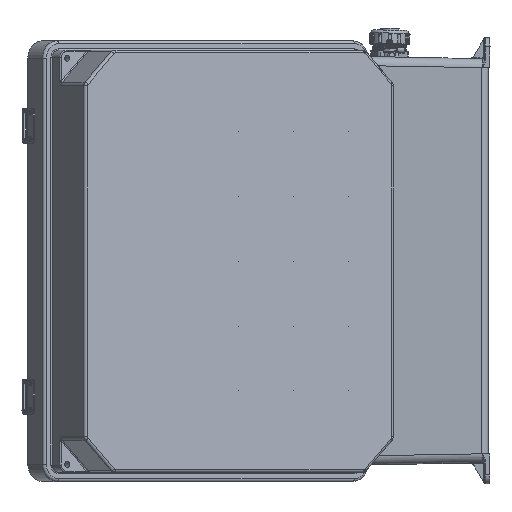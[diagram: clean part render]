
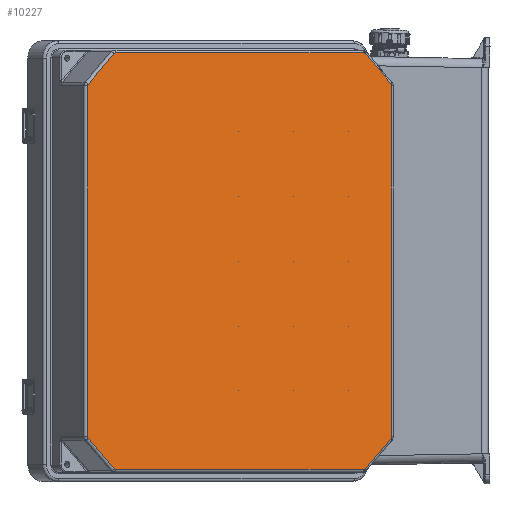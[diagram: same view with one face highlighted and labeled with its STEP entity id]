
A CAD part, left-side view. The second image highlights one B-rep face of the part: STEP entity #10227.
In plain terms, the highlighted face is planar.
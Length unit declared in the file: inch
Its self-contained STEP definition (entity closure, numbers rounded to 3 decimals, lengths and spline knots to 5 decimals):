
#218 = DIRECTION ( 'NONE',  ( 0., 1., 0. ) ) ;
#825 = DIRECTION ( 'NONE',  ( 0., -1., 0. ) ) ;
#1984 = EDGE_CURVE ( 'NONE', #68005, #85331, #34122, .T. ) ;
#3393 = VERTEX_POINT ( 'NONE', #48352 ) ;
#4296 = VECTOR ( 'NONE', #55085, 39.37008 ) ;
#4738 = LINE ( 'NONE', #77468, #4296 ) ;
#4812 = DIRECTION ( 'NONE',  ( 0., 0., -1. ) ) ;
#4914 = CIRCLE ( 'NONE', #7841, 0.07874 ) ;
#5163 = CARTESIAN_POINT ( 'NONE',  ( 5.09763, 3.24803, -0.42126 ) ) ;
#5201 = CARTESIAN_POINT ( 'NONE',  ( 6.23622, 3.24803, -13.75511 ) ) ;
#6173 = VECTOR ( 'NONE', #9203, 39.37008 ) ;
#7195 = DIRECTION ( 'NONE',  ( 0., 0., -1. ) ) ;
#7750 = CIRCLE ( 'NONE', #57601, 0.07874 ) ;
#7841 = AXIS2_PLACEMENT_3D ( 'NONE', #44444, #218, #51896 ) ;
#7860 = ORIENTED_EDGE ( 'NONE', *, *, #79353, .T. ) ;
#8613 = CARTESIAN_POINT ( 'NONE',  ( 5.09763, 3.24803, -14.81496 ) ) ;
#8787 = ORIENTED_EDGE ( 'NONE', *, *, #51275, .T. ) ;
#8882 = CARTESIAN_POINT ( 'NONE',  ( 5.09763, 3.24803, -14.8937 ) ) ;
#9203 = DIRECTION ( 'NONE',  ( -0.707, 0., -0.707 ) ) ;
#9697 = VERTEX_POINT ( 'NONE', #55703 ) ;
#10227 = ADVANCED_FACE ( 'NONE', ( #35721 ), #70861, .T. ) ;
#11791 = AXIS2_PLACEMENT_3D ( 'NONE', #61265, #61190, #60860 ) ;
#11989 = EDGE_CURVE ( 'NONE', #26164, #85902, #83125, .T. ) ;
#12353 = VERTEX_POINT ( 'NONE', #5201 ) ;
#15220 = VERTEX_POINT ( 'NONE', #38287 ) ;
#15517 = DIRECTION ( 'NONE',  ( 0., 0., -1. ) ) ;
#17518 = CIRCLE ( 'NONE', #74866, 0.07874 ) ;
#19545 = CARTESIAN_POINT ( 'NONE',  ( -5.1533, 3.24803, -0.44432 ) ) ;
#19900 = VERTEX_POINT ( 'NONE', #59842 ) ;
#20209 = EDGE_CURVE ( 'NONE', #22033, #12353, #70291, .T. ) ;
#22033 = VERTEX_POINT ( 'NONE', #38173 ) ;
#22109 = CARTESIAN_POINT ( 'NONE',  ( 5.1533, 3.24803, -14.87064 ) ) ;
#22868 = ORIENTED_EDGE ( 'NONE', *, *, #72228, .T. ) ;
#23476 = CIRCLE ( 'NONE', #49894, 0.07874 ) ;
#23885 = EDGE_CURVE ( 'NONE', #24989, #85902, #79514, .T. ) ;
#24989 = VERTEX_POINT ( 'NONE', #41754 ) ;
#25099 = EDGE_LOOP ( 'NONE', ( #31472, #7860, #30133, #49463, #83408, #44460, #75396, #8787, #38553, #45393, #49861, #76878, #53564, #76754, #48014, #22868 ) ) ;
#25838 = DIRECTION ( 'NONE',  ( -0.707, 0., 0.707 ) ) ;
#26116 = VECTOR ( 'NONE', #25838, 39.37008 ) ;
#26164 = VERTEX_POINT ( 'NONE', #49961 ) ;
#26289 = DIRECTION ( 'NONE',  ( 0., 0., -1. ) ) ;
#26391 = LINE ( 'NONE', #62651, #26116 ) ;
#26405 = LINE ( 'NONE', #41756, #63345 ) ;
#26569 = DIRECTION ( 'NONE',  ( 0., 1., 0. ) ) ;
#28584 = CARTESIAN_POINT ( 'NONE',  ( 6.23622, 3.24803, -1.55985 ) ) ;
#28809 = DIRECTION ( 'NONE',  ( 1., 0., 0. ) ) ;
#30133 = ORIENTED_EDGE ( 'NONE', *, *, #20209, .F. ) ;
#30403 = EDGE_CURVE ( 'NONE', #9697, #24989, #23476, .T. ) ;
#30466 = EDGE_CURVE ( 'NONE', #49932, #3393, #17518, .T. ) ;
#30682 = VECTOR ( 'NONE', #28809, 39.37008 ) ;
#31144 = AXIS2_PLACEMENT_3D ( 'NONE', #95817, #51407, #7195 ) ;
#31472 = ORIENTED_EDGE ( 'NONE', *, *, #95769, .T. ) ;
#32257 = EDGE_CURVE ( 'NONE', #93921, #53111, #69187, .T. ) ;
#33620 = CARTESIAN_POINT ( 'NONE',  ( 0., 3.24803, -0.32283 ) ) ;
#34122 = CIRCLE ( 'NONE', #11791, 0.07874 ) ;
#35721 = FACE_OUTER_BOUND ( 'NONE', #25099, .T. ) ;
#38161 = DIRECTION ( 'NONE',  ( 0., 1., 0. ) ) ;
#38173 = CARTESIAN_POINT ( 'NONE',  ( 6.21316, 3.24803, -13.81078 ) ) ;
#38287 = CARTESIAN_POINT ( 'NONE',  ( -5.1533, 3.24803, -14.87064 ) ) ;
#38553 = ORIENTED_EDGE ( 'NONE', *, *, #11989, .T. ) ;
#38581 = DIRECTION ( 'NONE',  ( 0., 1., 0. ) ) ;
#39570 = AXIS2_PLACEMENT_3D ( 'NONE', #33620, #26569, #78308 ) ;
#40251 = EDGE_CURVE ( 'NONE', #71379, #22033, #4738, .T. ) ;
#40510 = EDGE_CURVE ( 'NONE', #53111, #71379, #7750, .T. ) ;
#40616 = CARTESIAN_POINT ( 'NONE',  ( 6.21316, 3.24803, -1.50418 ) ) ;
#41754 = CARTESIAN_POINT ( 'NONE',  ( -6.23622, 3.24803, -1.55985 ) ) ;
#41756 = CARTESIAN_POINT ( 'NONE',  ( 6.23622, 3.24803, -7.65748 ) ) ;
#44444 = CARTESIAN_POINT ( 'NONE',  ( -5.09763, 3.24803, -14.81496 ) ) ;
#44460 = ORIENTED_EDGE ( 'NONE', *, *, #32257, .F. ) ;
#45014 = CARTESIAN_POINT ( 'NONE',  ( -6.15748, 3.24803, -1.55985 ) ) ;
#45393 = ORIENTED_EDGE ( 'NONE', *, *, #23885, .F. ) ;
#48014 = ORIENTED_EDGE ( 'NONE', *, *, #30466, .T. ) ;
#48174 = CARTESIAN_POINT ( 'NONE',  ( -6.23622, 3.24803, -13.75511 ) ) ;
#48352 = CARTESIAN_POINT ( 'NONE',  ( 5.1533, 3.24803, -0.44432 ) ) ;
#49051 = DIRECTION ( 'NONE',  ( 0., -1., 0. ) ) ;
#49228 = DIRECTION ( 'NONE',  ( 0., 0., -1. ) ) ;
#49463 = ORIENTED_EDGE ( 'NONE', *, *, #40251, .F. ) ;
#49496 = AXIS2_PLACEMENT_3D ( 'NONE', #93391, #49051, #4812 ) ;
#49861 = ORIENTED_EDGE ( 'NONE', *, *, #30403, .F. ) ;
#49894 = AXIS2_PLACEMENT_3D ( 'NONE', #45014, #825, #52474 ) ;
#49932 = VERTEX_POINT ( 'NONE', #51962 ) ;
#49961 = CARTESIAN_POINT ( 'NONE',  ( -6.21316, 3.24803, -13.81078 ) ) ;
#51275 = EDGE_CURVE ( 'NONE', #15220, #26164, #26391, .T. ) ;
#51407 = DIRECTION ( 'NONE',  ( 0., 1., 0. ) ) ;
#51896 = DIRECTION ( 'NONE',  ( 0., 0., -1. ) ) ;
#51962 = CARTESIAN_POINT ( 'NONE',  ( 5.09763, 3.24803, -0.42126 ) ) ;
#52276 = EDGE_CURVE ( 'NONE', #85331, #9697, #91918, .T. ) ;
#52474 = DIRECTION ( 'NONE',  ( 0., 0., 1. ) ) ;
#53111 = VERTEX_POINT ( 'NONE', #68333 ) ;
#53396 = CARTESIAN_POINT ( 'NONE',  ( -6.21316, 3.24803, -1.50418 ) ) ;
#53564 = ORIENTED_EDGE ( 'NONE', *, *, #1984, .F. ) ;
#55085 = DIRECTION ( 'NONE',  ( 0.707, 0., 0.707 ) ) ;
#55703 = CARTESIAN_POINT ( 'NONE',  ( -6.21316, 3.24803, -1.50418 ) ) ;
#57601 = AXIS2_PLACEMENT_3D ( 'NONE', #8613, #59782, #15517 ) ;
#59782 = DIRECTION ( 'NONE',  ( 0., -1., 0. ) ) ;
#59842 = CARTESIAN_POINT ( 'NONE',  ( 6.21316, 3.24803, -1.50418 ) ) ;
#60509 = DIRECTION ( 'NONE',  ( 1., 0., 0. ) ) ;
#60860 = DIRECTION ( 'NONE',  ( 0., 0., 1. ) ) ;
#61190 = DIRECTION ( 'NONE',  ( 0., -1., 0. ) ) ;
#61265 = CARTESIAN_POINT ( 'NONE',  ( -5.09763, 3.24803, -0.5 ) ) ;
#62651 = CARTESIAN_POINT ( 'NONE',  ( -6.21316, 3.24803, -13.81078 ) ) ;
#63345 = VECTOR ( 'NONE', #49228, 39.37008 ) ;
#68005 = VERTEX_POINT ( 'NONE', #83013 ) ;
#68333 = CARTESIAN_POINT ( 'NONE',  ( 5.09763, 3.24803, -14.8937 ) ) ;
#69187 = LINE ( 'NONE', #8882, #69561 ) ;
#69561 = VECTOR ( 'NONE', #60509, 39.37008 ) ;
#70291 = CIRCLE ( 'NONE', #49496, 0.07874 ) ;
#70596 = CARTESIAN_POINT ( 'NONE',  ( -6.23622, 3.24803, -7.65748 ) ) ;
#70795 = VECTOR ( 'NONE', #85042, 39.37008 ) ;
#70861 = PLANE ( 'NONE',  #39570 ) ;
#70900 = EDGE_CURVE ( 'NONE', #93921, #15220, #4914, .T. ) ;
#71310 = VERTEX_POINT ( 'NONE', #28584 ) ;
#71379 = VERTEX_POINT ( 'NONE', #22109 ) ;
#72228 = EDGE_CURVE ( 'NONE', #3393, #19900, #95138, .T. ) ;
#74644 = CIRCLE ( 'NONE', #92431, 0.07874 ) ;
#74859 = EDGE_CURVE ( 'NONE', #68005, #49932, #79309, .T. ) ;
#74866 = AXIS2_PLACEMENT_3D ( 'NONE', #82953, #38581, #90407 ) ;
#75396 = ORIENTED_EDGE ( 'NONE', *, *, #70900, .T. ) ;
#76754 = ORIENTED_EDGE ( 'NONE', *, *, #74859, .T. ) ;
#76878 = ORIENTED_EDGE ( 'NONE', *, *, #52276, .F. ) ;
#77468 = CARTESIAN_POINT ( 'NONE',  ( 6.21316, 3.24803, -13.81078 ) ) ;
#78290 = CARTESIAN_POINT ( 'NONE',  ( -5.09763, 3.24803, -14.8937 ) ) ;
#78308 = DIRECTION ( 'NONE',  ( 0., 0., 1. ) ) ;
#79008 = VECTOR ( 'NONE', #26289, 39.37008 ) ;
#79309 = LINE ( 'NONE', #5163, #30682 ) ;
#79353 = EDGE_CURVE ( 'NONE', #71310, #12353, #26405, .T. ) ;
#79514 = LINE ( 'NONE', #70596, #79008 ) ;
#82531 = CARTESIAN_POINT ( 'NONE',  ( 6.15748, 3.24803, -1.55985 ) ) ;
#82953 = CARTESIAN_POINT ( 'NONE',  ( 5.09763, 3.24803, -0.5 ) ) ;
#83013 = CARTESIAN_POINT ( 'NONE',  ( -5.09763, 3.24803, -0.42126 ) ) ;
#83125 = CIRCLE ( 'NONE', #31144, 0.07874 ) ;
#83408 = ORIENTED_EDGE ( 'NONE', *, *, #40510, .F. ) ;
#85042 = DIRECTION ( 'NONE',  ( 0.707, 0., -0.707 ) ) ;
#85331 = VERTEX_POINT ( 'NONE', #19545 ) ;
#85902 = VERTEX_POINT ( 'NONE', #48174 ) ;
#89977 = DIRECTION ( 'NONE',  ( 0., 0., 1. ) ) ;
#90407 = DIRECTION ( 'NONE',  ( 0., 0., 1. ) ) ;
#91918 = LINE ( 'NONE', #53396, #6173 ) ;
#92431 = AXIS2_PLACEMENT_3D ( 'NONE', #82531, #38161, #89977 ) ;
#93391 = CARTESIAN_POINT ( 'NONE',  ( 6.15748, 3.24803, -13.75511 ) ) ;
#93921 = VERTEX_POINT ( 'NONE', #78290 ) ;
#95138 = LINE ( 'NONE', #40616, #70795 ) ;
#95769 = EDGE_CURVE ( 'NONE', #19900, #71310, #74644, .T. ) ;
#95817 = CARTESIAN_POINT ( 'NONE',  ( -6.15748, 3.24803, -13.75511 ) ) ;
